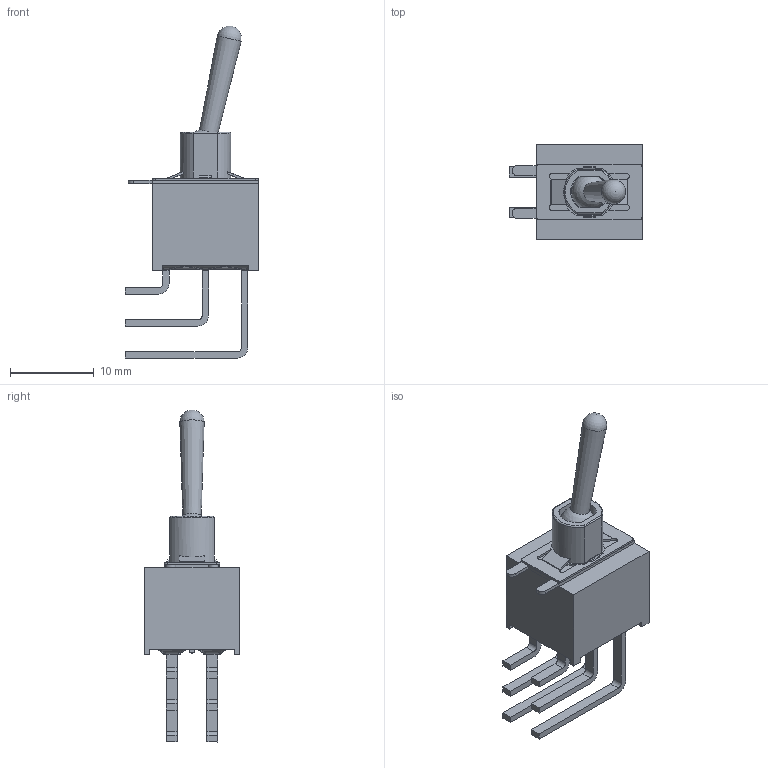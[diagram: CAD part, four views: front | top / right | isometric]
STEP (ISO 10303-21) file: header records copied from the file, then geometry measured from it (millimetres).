
FILE_DESCRIPTION(/* description */ (''),/* implementation_level */ '2;1');
FILE_NAME(/* name */ '100AWDPxT1B4M7xE.stp',/* time_stamp */ '2026-01-24T15:16:57-06:00',/* author */ ('jmeyers'),/* organization */ (''),/* preprocessor_version */ 'ST-DEVELOPER v18.1',/* originating_system */ 'Autodesk Inventor 2022',/* authorisation */ '');
FILE_SCHEMA (('AUTOMOTIVE_DESIGN { 1 0 10303 214 3 1 1 }'));
Length unit declared in the file: inch
Products named in the file (1): Part1
Bounding box: 15.88 x 11.43 x 39.61 mm (x, y, z)
Volume: 1766.6 mm3; surface area: 1560.1 mm2
Topology: 1 solids, 1 shells, 233 faces, 667 edges, 436 vertices
Faces by surface type: plane 151, cylinder 57, bspline 20, torus 2, sphere 2, cone 1
Entity records: 8581 total; most frequent: CARTESIAN_POINT 2598, ORIENTED_EDGE 1330, DIRECTION 1111, EDGE_CURVE 665, VERTEX_POINT 436, LINE 435, VECTOR 435, AXIS2_PLACEMENT_3D 338
